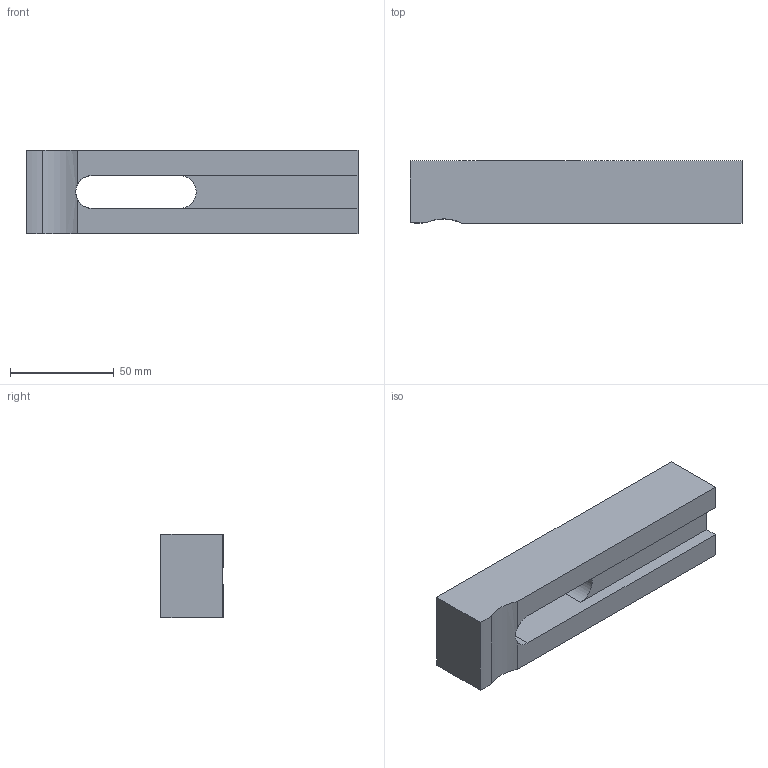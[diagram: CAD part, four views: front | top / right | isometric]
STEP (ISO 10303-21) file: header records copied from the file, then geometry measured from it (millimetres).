
FILE_DESCRIPTION( ( 'STEP AP214' ), '1' );
FILE_NAME( 'K0001.141.stp', '2020-11-24T14:03:01', ( '' ), ( '' ), ' ', 'PARTsolutions', ' ' );
FILE_SCHEMA( ( 'AUTOMOTIVE_DESIGN { 1 0 10303 214 1 1 1 1 }' ) );
Length unit declared in the file: millimetre
Products named in the file (1): _K0001.141
Bounding box: 160 x 30 x 40 mm (x, y, z)
Volume: 157168.3 mm3; surface area: 27827.3 mm2
Topology: 1 solids, 1 shells, 14 faces, 39 edges, 26 vertices
Faces by surface type: plane 10, cylinder 4
Entity records: 597 total; most frequent: CARTESIAN_POINT 95, ORIENTED_EDGE 78, DIRECTION 77, EDGE_CURVE 39, LINE 29, VECTOR 29, VERTEX_POINT 26, AXIS2_PLACEMENT_3D 24
